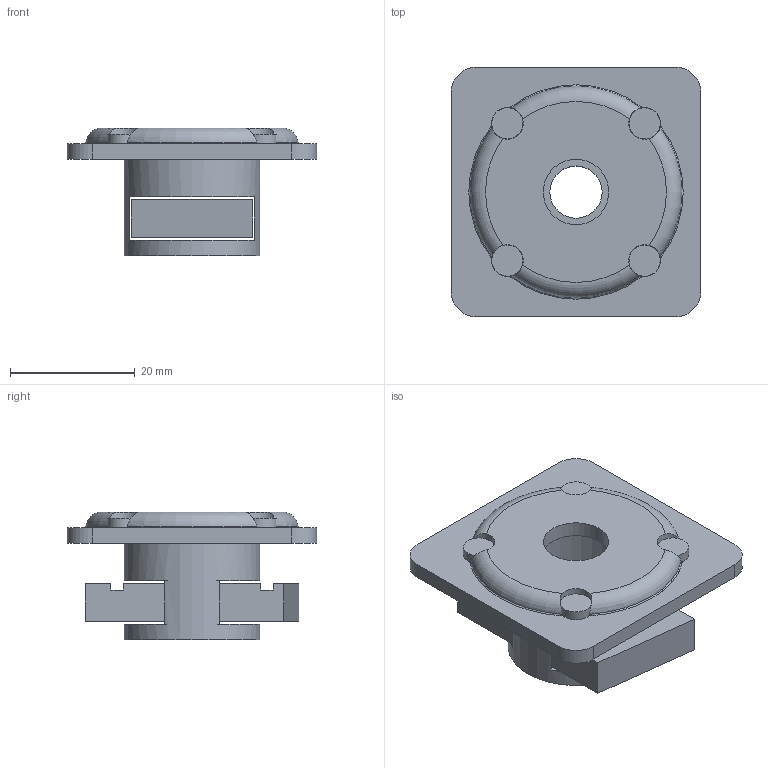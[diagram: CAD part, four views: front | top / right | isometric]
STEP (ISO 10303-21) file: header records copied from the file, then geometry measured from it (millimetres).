
FILE_DESCRIPTION((''),'2;1');
FILE_NAME('152333.stp','2013-05-03T11:35:16',('DMK009'),(''),'Autodesk Inventor 2012','Autodesk Inventor 2012','');
FILE_SCHEMA(('AUTOMOTIVE_DESIGN { 1 0 10303 214 1 1 1 1 }'));
Length unit declared in the file: millimetre
Products named in the file (1): 152333
Bounding box: 40 x 40 x 20.5 mm (x, y, z)
Volume: 9133.9 mm3; surface area: 8482.6 mm2
Topology: 3 solids, 3 shells, 86 faces, 253 edges, 168 vertices
Faces by surface type: plane 49, cylinder 21, torus 16
Full cylindrical faces by diameter (mm): 5 x4, 5.1 x4, 8.376 x1, 10.5 x1, 15 x1, 19.8 x1, 21.8 x1
Entity records: 3091 total; most frequent: CARTESIAN_POINT 795, ORIENTED_EDGE 460, DIRECTION 454, EDGE_CURVE 230, AXIS2_PLACEMENT_3D 169, VERTEX_POINT 158, VECTOR 116, LINE 116
